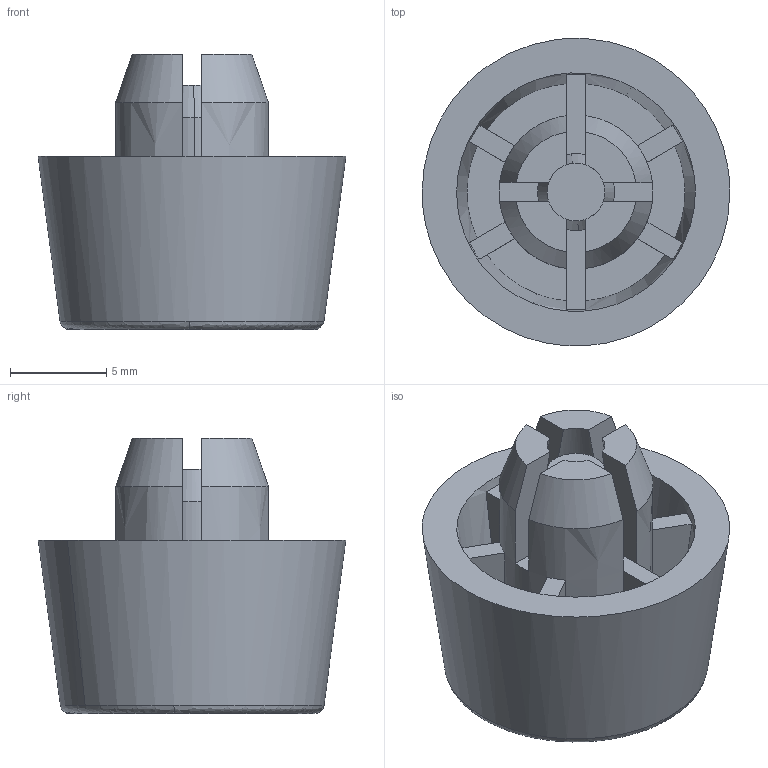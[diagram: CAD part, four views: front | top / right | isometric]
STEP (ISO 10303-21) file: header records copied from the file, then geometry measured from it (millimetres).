
FILE_DESCRIPTION((''),'2;1');
FILE_NAME('','2005-12-14T14:53:33',(''),(''),'','CADfix','');
FILE_SCHEMA(('AUTOMOTIVE_DESIGN'));
Length unit declared in the file: millimetre
Products named in the file (3): pin; foot; TM_127_6_15071_36
Assembly tree (2 placements, depth 2):
  TM_127_6_15071_36
    pin
    foot
Bounding box: 16 x 15.98 x 14.3 mm (x, y, z)
Volume: 1421.2 mm3; surface area: 1629.8 mm2
Topology: 2 solids, 2 shells, 70 faces, 211 edges, 147 vertices
Faces by surface type: bspline 70
Entity records: 2463 total; most frequent: CARTESIAN_POINT 1233, ORIENTED_EDGE 422, EDGE_CURVE 211, VERTEX_POINT 147, QUASI_UNIFORM_CURVE 102, EDGE_LOOP 74, FACE_OUTER_BOUND 70, ADVANCED_FACE 70
